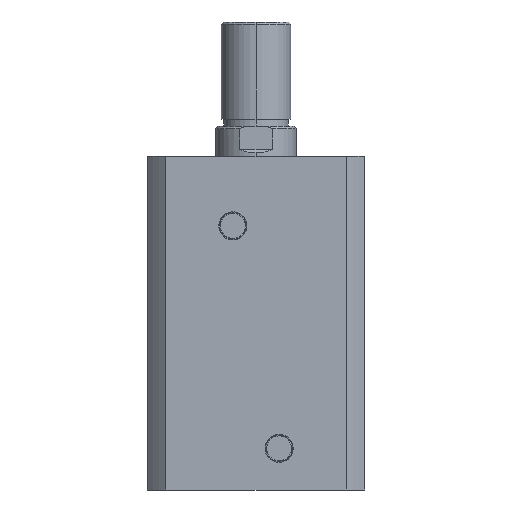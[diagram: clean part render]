
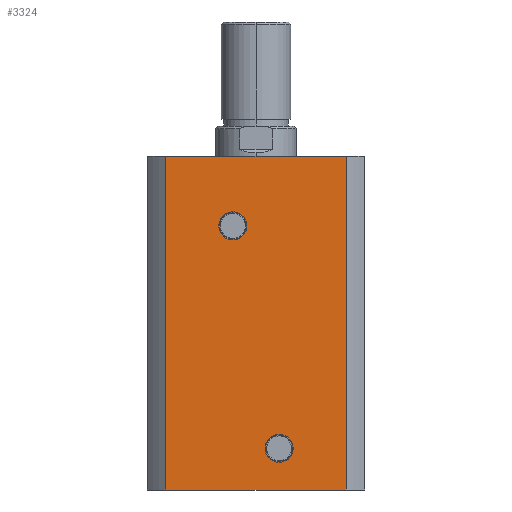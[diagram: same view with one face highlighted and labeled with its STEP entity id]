
A CAD part, left-side view. The second image highlights one B-rep face of the part: STEP entity #3324.
In plain terms, the highlighted planar face has unit normal (-1, 0, 0).
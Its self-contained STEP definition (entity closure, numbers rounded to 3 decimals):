
#83 = LINE ( 'NONE', #3660, #89 ) ;
#87 = LINE ( 'NONE', #3670, #94 ) ;
#88 = LINE ( 'NONE', #3668, #92 ) ;
#89 = VECTOR ( 'NONE', #3665, 1000. ) ;
#92 = VECTOR ( 'NONE', #3669, 1000. ) ;
#94 = VECTOR ( 'NONE', #3672, 1000. ) ;
#95 = CIRCLE ( 'NONE', #817, 6.06 ) ;
#101 = LINE ( 'NONE', #3678, #103 ) ;
#103 = VECTOR ( 'NONE', #3679, 1000. ) ;
#369 = DIRECTION ( 'NONE',  ( 1., 0., 0. ) ) ;
#374 = CARTESIAN_POINT ( 'NONE',  ( -47., 0., 144. ) ) ;
#376 = PLANE ( 'NONE',  #742 ) ;
#378 = DIRECTION ( 'NONE',  ( 0., 1., 0. ) ) ;
#433 = CIRCLE ( 'NONE', #920, 6.06 ) ;
#473 = CIRCLE ( 'NONE', #905, 6.06 ) ;
#742 = AXIS2_PLACEMENT_3D ( 'NONE', #374, #369, #378 ) ;
#791 = AXIS2_PLACEMENT_3D ( 'NONE', #2147, #2148, #2149 ) ;
#817 = AXIS2_PLACEMENT_3D ( 'NONE', #3675, #3676, #3677 ) ;
#905 = AXIS2_PLACEMENT_3D ( 'NONE', #1636, #1637, #1638 ) ;
#920 = AXIS2_PLACEMENT_3D ( 'NONE', #2230, #2231, #2232 ) ;
#928 = EDGE_CURVE ( 'NONE', #3803, #3801, #433, .T. ) ;
#1335 = FACE_OUTER_BOUND ( 'NONE', #3723, .T. ) ;
#1343 = FACE_BOUND ( 'NONE', #3731, .T. ) ;
#1346 = FACE_BOUND ( 'NONE', #3726, .T. ) ;
#1636 = CARTESIAN_POINT ( 'NONE',  ( -47., 10., 114. ) ) ;
#1637 = DIRECTION ( 'NONE',  ( -1., 0., 0. ) ) ;
#1638 = DIRECTION ( 'NONE',  ( 0., 0., 1. ) ) ;
#1808 = EDGE_CURVE ( 'NONE', #3801, #3803, #473, .T. ) ;
#2147 = CARTESIAN_POINT ( 'NONE',  ( -47., -10., 18. ) ) ;
#2148 = DIRECTION ( 'NONE',  ( -1., 0., 0. ) ) ;
#2149 = DIRECTION ( 'NONE',  ( 0., 0., 1. ) ) ;
#2230 = CARTESIAN_POINT ( 'NONE',  ( -47., 10., 114. ) ) ;
#2231 = DIRECTION ( 'NONE',  ( -1., 0., 0. ) ) ;
#2232 = DIRECTION ( 'NONE',  ( 0., 0., 1. ) ) ;
#2546 = VERTEX_POINT ( 'NONE', #3617 ) ;
#2548 = VERTEX_POINT ( 'NONE', #3625 ) ;
#2554 = VERTEX_POINT ( 'NONE', #3632 ) ;
#2557 = VERTEX_POINT ( 'NONE', #3635 ) ;
#2660 = ORIENTED_EDGE ( 'NONE', *, *, #2949, .T. ) ;
#2661 = ORIENTED_EDGE ( 'NONE', *, *, #2940, .F. ) ;
#2662 = ORIENTED_EDGE ( 'NONE', *, *, #2942, .F. ) ;
#2663 = ORIENTED_EDGE ( 'NONE', *, *, #2943, .T. ) ;
#2664 = ORIENTED_EDGE ( 'NONE', *, *, #3040, .F. ) ;
#2665 = ORIENTED_EDGE ( 'NONE', *, *, #2945, .F. ) ;
#2666 = ORIENTED_EDGE ( 'NONE', *, *, #1808, .F. ) ;
#2667 = ORIENTED_EDGE ( 'NONE', *, *, #928, .F. ) ;
#2796 = CIRCLE ( 'NONE', #791, 6.06 ) ;
#2940 = EDGE_CURVE ( 'NONE', #2546, #2548, #83, .T. ) ;
#2942 = EDGE_CURVE ( 'NONE', #2548, #2554, #88, .T. ) ;
#2943 = EDGE_CURVE ( 'NONE', #2557, #2554, #87, .T. ) ;
#2945 = EDGE_CURVE ( 'NONE', #3793, #3815, #95, .T. ) ;
#2949 = EDGE_CURVE ( 'NONE', #2546, #2557, #101, .T. ) ;
#3040 = EDGE_CURVE ( 'NONE', #3815, #3793, #2796, .T. ) ;
#3324 = ADVANCED_FACE ( 'NONE', ( #1343, #1346, #1335 ), #376, .F. ) ;
#3413 = CARTESIAN_POINT ( 'NONE',  ( -47., -10., 24.06 ) ) ;
#3421 = CARTESIAN_POINT ( 'NONE',  ( -47., 10., 107.94 ) ) ;
#3423 = CARTESIAN_POINT ( 'NONE',  ( -47., 10., 120.06 ) ) ;
#3435 = CARTESIAN_POINT ( 'NONE',  ( -47., -10., 11.94 ) ) ;
#3617 = CARTESIAN_POINT ( 'NONE',  ( -47., 38.884, 144. ) ) ;
#3625 = CARTESIAN_POINT ( 'NONE',  ( -47., -38.884, 144. ) ) ;
#3632 = CARTESIAN_POINT ( 'NONE',  ( -47., -38.884, 0. ) ) ;
#3635 = CARTESIAN_POINT ( 'NONE',  ( -47., 38.884, 0. ) ) ;
#3660 = CARTESIAN_POINT ( 'NONE',  ( -47., 0., 144. ) ) ;
#3665 = DIRECTION ( 'NONE',  ( 0., -1., 0. ) ) ;
#3668 = CARTESIAN_POINT ( 'NONE',  ( -47., -38.884, 144. ) ) ;
#3669 = DIRECTION ( 'NONE',  ( 0., 0., -1. ) ) ;
#3670 = CARTESIAN_POINT ( 'NONE',  ( -47., 0., 0. ) ) ;
#3672 = DIRECTION ( 'NONE',  ( 0., -1., 0. ) ) ;
#3675 = CARTESIAN_POINT ( 'NONE',  ( -47., -10., 18. ) ) ;
#3676 = DIRECTION ( 'NONE',  ( -1., 0., 0. ) ) ;
#3677 = DIRECTION ( 'NONE',  ( 0., 0., 1. ) ) ;
#3678 = CARTESIAN_POINT ( 'NONE',  ( -47., 38.884, 144. ) ) ;
#3679 = DIRECTION ( 'NONE',  ( 0., 0., -1. ) ) ;
#3723 = EDGE_LOOP ( 'NONE', ( #2663, #2662, #2661, #2660 ) ) ;
#3726 = EDGE_LOOP ( 'NONE', ( #2665, #2664 ) ) ;
#3731 = EDGE_LOOP ( 'NONE', ( #2667, #2666 ) ) ;
#3793 = VERTEX_POINT ( 'NONE', #3413 ) ;
#3801 = VERTEX_POINT ( 'NONE', #3421 ) ;
#3803 = VERTEX_POINT ( 'NONE', #3423 ) ;
#3815 = VERTEX_POINT ( 'NONE', #3435 ) ;
